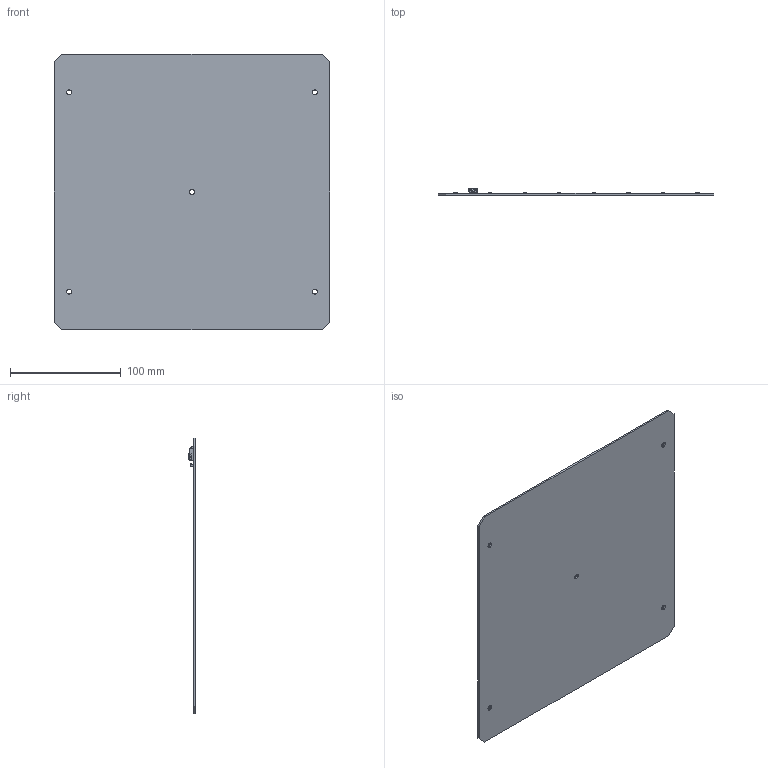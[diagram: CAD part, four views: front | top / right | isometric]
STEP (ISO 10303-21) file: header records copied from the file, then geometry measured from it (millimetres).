
FILE_DESCRIPTION (( 'STEP AP214' ), '1' );
FILE_NAME ('WU-M-520 RG5 Assembly.STEP', '2015-08-27T10:26:34', ( 'Admin' ), ( 'Microsoft' ), 'SwSTEP 2.0', 'SolidWorks 2015', '' );
FILE_SCHEMA (( 'AUTOMOTIVE_DESIGN' ));
Length unit declared in the file: millimetre
Products named in the file (6): Nichia Nxxx757; SMA-DO214AC; 2060-452; WU-M-520 RG5 PCB-Base; WU-M-520 RG5 PCB-LSL; WU-M-520 RG5 Assembly
Assembly tree (68 placements, depth 2):
  WU-M-520 RG5 Assembly
    WU-M-520 RG5 PCB-LSL
    WU-M-520 RG5 PCB-Base
    2060-452
    SMA-DO214AC
    Nichia Nxxx757  x64
Bounding box: 249 x 6.1 x 249 mm (x, y, z)
Volume: 99558.9 mm3; surface area: 129178 mm2
Topology: 238 solids, 238 shells, 8331 faces, 22031 edges, 14699 vertices
Faces by surface type: plane 6895, cylinder 1284, bspline 152
Entity records: 124342 total; most frequent: CARTESIAN_POINT 26216, ORIENTED_EDGE 19094, DIRECTION 16844, EDGE_CURVE 9547, VECTOR 8558, LINE 8558, VERTEX_POINT 6383, AXIS2_PLACEMENT_3D 4143
